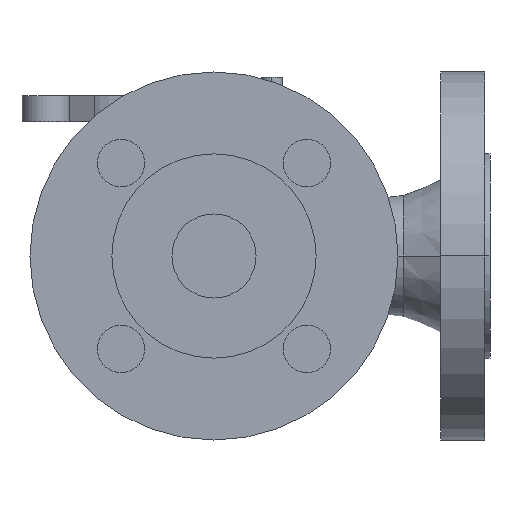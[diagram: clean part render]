
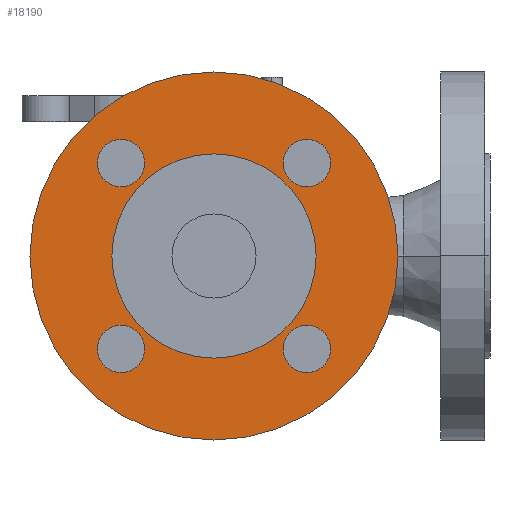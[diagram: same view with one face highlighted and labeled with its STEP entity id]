
A CAD part, front view. The second image highlights one B-rep face of the part: STEP entity #18190.
In plain terms, the highlighted planar face has unit normal (0, -1, 0).
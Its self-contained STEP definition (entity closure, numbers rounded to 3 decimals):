
#1370=CARTESIAN_POINT('',(38.85,2.,0.));
#1380=VERTEX_POINT('',#1370);
#1540=CARTESIAN_POINT('',(-38.85,2.,0.));
#1550=VERTEX_POINT('',#1540);
#1580=CARTESIAN_POINT('',(0.,2.,0.));
#1590=DIRECTION('',(0.,-1.,-0.));
#1600=DIRECTION('',(-1.,0.,0.));
#1610=AXIS2_PLACEMENT_3D('',#1580,#1590,#1600);
#1620=CIRCLE('',#1610,38.85);
#1630=EDGE_CURVE('',#1380,#1550,#1620,.T.);
#1770=CARTESIAN_POINT('',(70.,2.,0.));
#1780=VERTEX_POINT('',#1770);
#1960=CARTESIAN_POINT('',(-70.,2.,0.));
#1970=VERTEX_POINT('',#1960);
#2000=CARTESIAN_POINT('',(0.,2.,0.));
#2010=DIRECTION('',(0.,-1.,-0.));
#2020=DIRECTION('',(-1.,0.,0.));
#2030=AXIS2_PLACEMENT_3D('',#2000,#2010,#2020);
#2040=CIRCLE('',#2030,70.);
#2050=EDGE_CURVE('',#1970,#1780,#2040,.T.);
#10220=CARTESIAN_POINT('',(44.355,2.,-35.355));
#10230=VERTEX_POINT('',#10220);
#10260=CARTESIAN_POINT('',(35.355,2.,-35.355));
#10270=DIRECTION('',(-0.,1.,0.));
#10280=DIRECTION('',(1.,0.,0.));
#10290=AXIS2_PLACEMENT_3D('',#10260,#10270,#10280);
#10300=CIRCLE('',#10290,9.);
#10310=CARTESIAN_POINT('',(26.355,2.,-35.355));
#10320=VERTEX_POINT('',#10310);
#10330=EDGE_CURVE('',#10230,#10320,#10300,.T.);
#10640=CARTESIAN_POINT('',(44.355,2.,35.355));
#10650=VERTEX_POINT('',#10640);
#10810=CARTESIAN_POINT('',(26.355,2.,35.355));
#10820=VERTEX_POINT('',#10810);
#10850=CARTESIAN_POINT('',(35.355,2.,35.355));
#10860=DIRECTION('',(-0.,1.,0.));
#10870=DIRECTION('',(1.,0.,0.));
#10880=AXIS2_PLACEMENT_3D('',#10850,#10860,#10870);
#10890=CIRCLE('',#10880,9.);
#10900=EDGE_CURVE('',#10820,#10650,#10890,.T.);
#11060=CARTESIAN_POINT('',(-44.355,2.,35.355));
#11070=VERTEX_POINT('',#11060);
#11100=CARTESIAN_POINT('',(-35.355,2.,35.355));
#11110=DIRECTION('',(-0.,1.,0.));
#11120=DIRECTION('',(1.,0.,0.));
#11130=AXIS2_PLACEMENT_3D('',#11100,#11110,#11120);
#11140=CIRCLE('',#11130,9.);
#11150=CARTESIAN_POINT('',(-26.355,2.,35.355));
#11160=VERTEX_POINT('',#11150);
#11170=EDGE_CURVE('',#11070,#11160,#11140,.T.);
#11480=CARTESIAN_POINT('',(-26.355,2.,-35.355));
#11490=VERTEX_POINT('',#11480);
#11520=CARTESIAN_POINT('',(-35.355,2.,-35.355));
#11530=DIRECTION('',(-0.,1.,0.));
#11540=DIRECTION('',(1.,0.,0.));
#11550=AXIS2_PLACEMENT_3D('',#11520,#11530,#11540);
#11560=CIRCLE('',#11550,9.);
#11570=CARTESIAN_POINT('',(-44.355,2.,-35.355));
#11580=VERTEX_POINT('',#11570);
#11590=EDGE_CURVE('',#11490,#11580,#11560,.T.);
#17840=CARTESIAN_POINT('',(-54.425,2.,0.));
#17850=DIRECTION('',(0.,-1.,-0.));
#17860=DIRECTION('',(-1.,0.,0.));
#17870=AXIS2_PLACEMENT_3D('',#17840,#17850,#17860);
#17880=PLANE('',#17870);
#17890=ORIENTED_EDGE('',*,*,#11590,.T.);
#17900=EDGE_CURVE('',#11580,#11490,#11560,.T.);
#17910=ORIENTED_EDGE('',*,*,#17900,.T.);
#17920=EDGE_LOOP('',(#17910,#17890));
#17930=FACE_BOUND('',#17920,.T.);
#17940=EDGE_CURVE('',#11160,#11070,#11140,.T.);
#17950=ORIENTED_EDGE('',*,*,#17940,.T.);
#17960=ORIENTED_EDGE('',*,*,#11170,.T.);
#17970=EDGE_LOOP('',(#17960,#17950));
#17980=FACE_BOUND('',#17970,.T.);
#17990=EDGE_CURVE('',#10650,#10820,#10890,.T.);
#18000=ORIENTED_EDGE('',*,*,#17990,.T.);
#18010=ORIENTED_EDGE('',*,*,#10900,.T.);
#18020=EDGE_LOOP('',(#18010,#18000));
#18030=FACE_BOUND('',#18020,.T.);
#18040=EDGE_CURVE('',#10320,#10230,#10300,.T.);
#18050=ORIENTED_EDGE('',*,*,#18040,.T.);
#18060=ORIENTED_EDGE('',*,*,#10330,.T.);
#18070=EDGE_LOOP('',(#18060,#18050));
#18080=FACE_BOUND('',#18070,.T.);
#18090=EDGE_CURVE('',#1550,#1380,#1620,.T.);
#18100=ORIENTED_EDGE('',*,*,#18090,.F.);
#18110=ORIENTED_EDGE('',*,*,#1630,.F.);
#18120=EDGE_LOOP('',(#18110,#18100));
#18130=FACE_BOUND('',#18120,.T.);
#18140=EDGE_CURVE('',#1780,#1970,#2040,.T.);
#18150=ORIENTED_EDGE('',*,*,#18140,.T.);
#18160=ORIENTED_EDGE('',*,*,#2050,.T.);
#18170=EDGE_LOOP('',(#18160,#18150));
#18180=FACE_OUTER_BOUND('',#18170,.T.);
#18190=ADVANCED_FACE('',(#17930,#17980,#18030,#18080,#18130,#18180),
#17880,.T.);
